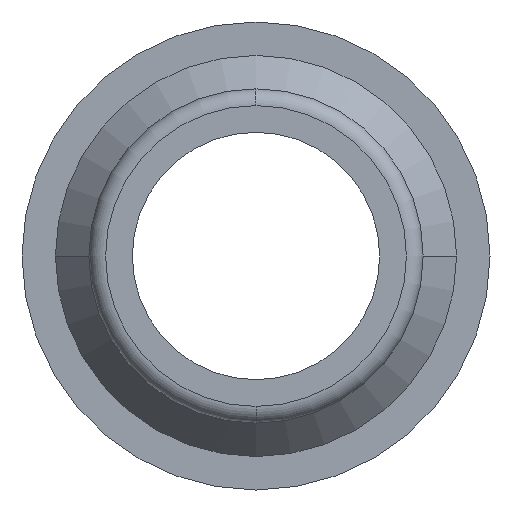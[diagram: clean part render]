
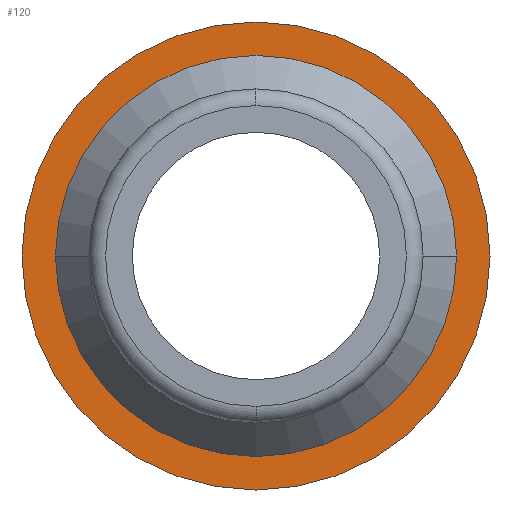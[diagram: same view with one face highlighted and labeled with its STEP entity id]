
A CAD part, front view. The second image highlights one B-rep face of the part: STEP entity #120.
In plain terms, the highlighted planar face has unit normal (0, -1, 0).
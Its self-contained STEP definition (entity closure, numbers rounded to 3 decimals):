
#120=ADVANCED_FACE('',(#244,#245),#246,.T.);
#244=FACE_OUTER_BOUND('',#365,.T.);
#245=FACE_BOUND('',#366,.T.);
#246=PLANE('',#367);
#365=EDGE_LOOP('',(#644,#645));
#366=EDGE_LOOP('',(#646,#647));
#367=AXIS2_PLACEMENT_3D('',#648,#649,#650);
#644=ORIENTED_EDGE('',*,*,#799,.T.);
#645=ORIENTED_EDGE('',*,*,#746,.T.);
#646=ORIENTED_EDGE('',*,*,#732,.F.);
#647=ORIENTED_EDGE('',*,*,#780,.F.);
#648=CARTESIAN_POINT('',(0.0,20.0,0.0));
#649=DIRECTION('',(0.0,-1.0,0.0));
#650=DIRECTION('',(-1.0,0.0,0.0));
#732=EDGE_CURVE('',#874,#871,#876,.T.);
#746=EDGE_CURVE('',#898,#895,#899,.T.);
#780=EDGE_CURVE('',#871,#874,#949,.T.);
#799=EDGE_CURVE('',#895,#898,#971,.T.);
#871=VERTEX_POINT('',#1049);
#874=VERTEX_POINT('',#1053);
#876=CIRCLE('',#1056,6.0);
#895=VERTEX_POINT('',#1075);
#898=VERTEX_POINT('',#1079);
#899=CIRCLE('',#1080,7.0);
#949=CIRCLE('',#1139,6.0);
#971=CIRCLE('',#1165,7.0);
#1049=CARTESIAN_POINT('',(6.0,20.0,0.));
#1053=CARTESIAN_POINT('',(-6.0,20.0,0.));
#1056=AXIS2_PLACEMENT_3D('',#1253,#1254,#1255);
#1075=CARTESIAN_POINT('',(7.0,20.0,0.0));
#1079=CARTESIAN_POINT('',(-7.0,20.0,0.));
#1080=AXIS2_PLACEMENT_3D('',#1284,#1285,#1286);
#1139=AXIS2_PLACEMENT_3D('',#1341,#1342,#1343);
#1165=AXIS2_PLACEMENT_3D('',#1372,#1373,#1374);
#1253=CARTESIAN_POINT('',(0.0,20.0,0.0));
#1254=DIRECTION('',(0.0,-1.0,0.0));
#1255=DIRECTION('',(1.0,0.0,0.0));
#1284=CARTESIAN_POINT('',(0.0,20.0,0.0));
#1285=DIRECTION('',(0.0,-1.0,0.0));
#1286=DIRECTION('',(1.0,0.0,0.0));
#1341=CARTESIAN_POINT('',(0.0,20.0,0.0));
#1342=DIRECTION('',(0.0,-1.0,0.0));
#1343=DIRECTION('',(1.0,0.0,0.0));
#1372=CARTESIAN_POINT('',(0.0,20.0,0.0));
#1373=DIRECTION('',(0.0,-1.0,0.0));
#1374=DIRECTION('',(1.0,0.0,0.0));
